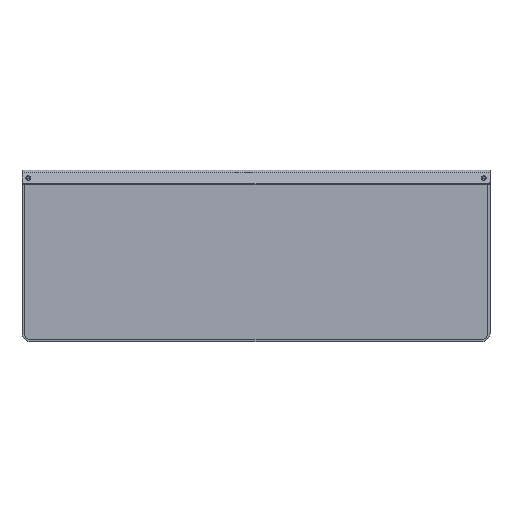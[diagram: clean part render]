
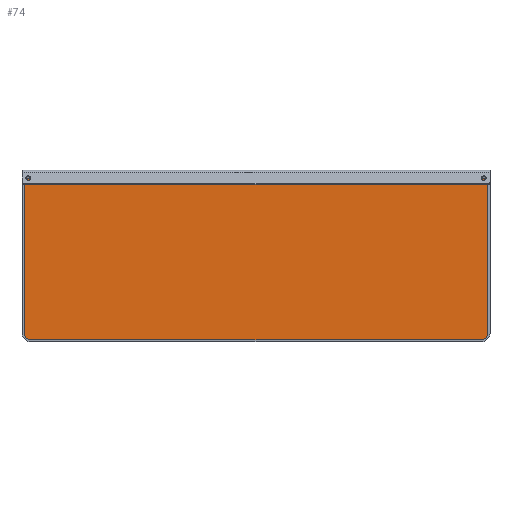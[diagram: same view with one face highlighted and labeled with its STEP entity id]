
A CAD part, top view. The second image highlights one B-rep face of the part: STEP entity #74.
In plain terms, the highlighted planar face has unit normal (0, 0, 1).
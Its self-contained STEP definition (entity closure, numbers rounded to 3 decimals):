
#74=ADVANCED_FACE('',(#141),#142,.F.);
#141=FACE_OUTER_BOUND('',#251,.T.);
#142=PLANE('',#252);
#251=EDGE_LOOP('',(#447,#448,#449,#450,#451,#452,#453,#454,#455,#456));
#252=AXIS2_PLACEMENT_3D('',#457,#458,#459);
#447=ORIENTED_EDGE('',*,*,#845,.F.);
#448=ORIENTED_EDGE('',*,*,#820,.T.);
#449=ORIENTED_EDGE('',*,*,#825,.F.);
#450=ORIENTED_EDGE('',*,*,#833,.F.);
#451=ORIENTED_EDGE('',*,*,#846,.F.);
#452=ORIENTED_EDGE('',*,*,#847,.F.);
#453=ORIENTED_EDGE('',*,*,#844,.F.);
#454=ORIENTED_EDGE('',*,*,#848,.T.);
#455=ORIENTED_EDGE('',*,*,#849,.F.);
#456=ORIENTED_EDGE('',*,*,#850,.T.);
#457=CARTESIAN_POINT('',(0.0,0.,-68.0));
#458=DIRECTION('',(0.0,0.,-1.0));
#459=DIRECTION('',(0.0,-1.0,0.));
#820=EDGE_CURVE('',#993,#997,#999,.T.);
#825=EDGE_CURVE('',#1006,#997,#1008,.T.);
#833=EDGE_CURVE('',#1017,#1006,#1019,.T.);
#844=EDGE_CURVE('',#1037,#1035,#1039,.T.);
#845=EDGE_CURVE('',#993,#1040,#1041,.T.);
#846=EDGE_CURVE('',#1042,#1017,#1043,.T.);
#847=EDGE_CURVE('',#1035,#1042,#1044,.T.);
#848=EDGE_CURVE('',#1037,#1045,#1046,.F.);
#849=EDGE_CURVE('',#1047,#1045,#1048,.T.);
#850=EDGE_CURVE('',#1047,#1040,#1049,.F.);
#993=VERTEX_POINT('',#1259);
#997=VERTEX_POINT('',#1265);
#999=LINE('',#1268,#1269);
#1006=VERTEX_POINT('',#1278);
#1008=LINE('',#1280,#1281);
#1017=VERTEX_POINT('',#1296);
#1019=LINE('',#1298,#1299);
#1035=VERTEX_POINT('',#1321);
#1037=VERTEX_POINT('',#1324);
#1039=LINE('',#1327,#1328);
#1040=VERTEX_POINT('',#1329);
#1041=LINE('',#1330,#1331);
#1042=VERTEX_POINT('',#1332);
#1043=LINE('',#1333,#1334);
#1044=LINE('',#1335,#1336);
#1045=VERTEX_POINT('',#1337);
#1046=CIRCLE('',#1338,5.5);
#1047=VERTEX_POINT('',#1339);
#1048=LINE('',#1340,#1341);
#1049=CIRCLE('',#1342,5.5);
#1259=CARTESIAN_POINT('',(150.0,-22.0,-68.0));
#1265=CARTESIAN_POINT('',(148.5,-22.0,-68.0));
#1268=CARTESIAN_POINT('',(0.0,-22.0,-68.0));
#1269=VECTOR('',#1575,1000.0);
#1278=CARTESIAN_POINT('',(148.5,-4.0,-68.0));
#1280=CARTESIAN_POINT('',(148.5,0.,-68.0));
#1281=VECTOR('',#1584,1000.0);
#1296=CARTESIAN_POINT('',(-148.5,-4.0,-68.0));
#1298=CARTESIAN_POINT('',(-150.0,-4.0,-68.0));
#1299=VECTOR('',#1594,1000.0);
#1321=CARTESIAN_POINT('',(-150.0,-22.0,-68.0));
#1324=CARTESIAN_POINT('',(-150.0,-103.0,-68.0));
#1327=CARTESIAN_POINT('',(-150.0,-0.47,-68.0));
#1328=VECTOR('',#1609,1000.0);
#1329=CARTESIAN_POINT('',(150.0,-103.0,-68.0));
#1330=CARTESIAN_POINT('',(150.0,-0.47,-68.0));
#1331=VECTOR('',#1610,1000.0);
#1332=CARTESIAN_POINT('',(-148.5,-22.0,-68.0));
#1333=CARTESIAN_POINT('',(-148.5,0.,-68.0));
#1334=VECTOR('',#1611,1000.0);
#1335=CARTESIAN_POINT('',(0.0,-22.0,-68.0));
#1336=VECTOR('',#1612,1000.0);
#1337=CARTESIAN_POINT('',(-144.5,-108.5,-68.0));
#1338=AXIS2_PLACEMENT_3D('',#1613,#1614,#1615);
#1339=CARTESIAN_POINT('',(144.5,-108.5,-68.0));
#1340=CARTESIAN_POINT('',(150.0,-108.5,-68.0));
#1341=VECTOR('',#1616,1000.0);
#1342=AXIS2_PLACEMENT_3D('',#1617,#1618,#1619);
#1575=DIRECTION('',(-1.0,0.0,0.0));
#1584=DIRECTION('',(0.,-1.0,0.));
#1594=DIRECTION('',(1.0,0.0,0.0));
#1609=DIRECTION('',(0.0,1.0,0.));
#1610=DIRECTION('',(0.0,-1.0,0.));
#1611=DIRECTION('',(0.,1.0,0.));
#1612=DIRECTION('',(1.0,0.0,0.0));
#1613=CARTESIAN_POINT('',(-144.5,-103.0,-68.0));
#1614=DIRECTION('',(0.0,0.,-1.0));
#1615=DIRECTION('',(0.0,1.0,0.));
#1616=DIRECTION('',(-1.0,0.0,0.0));
#1617=CARTESIAN_POINT('',(144.5,-103.0,-68.0));
#1618=DIRECTION('',(0.0,0.,-1.0));
#1619=DIRECTION('',(0.0,1.0,0.));
